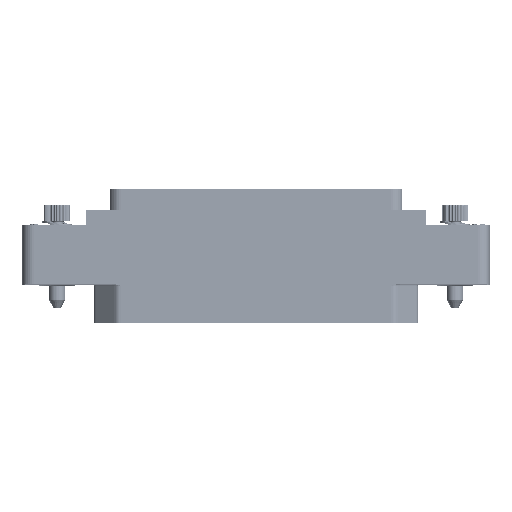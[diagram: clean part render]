
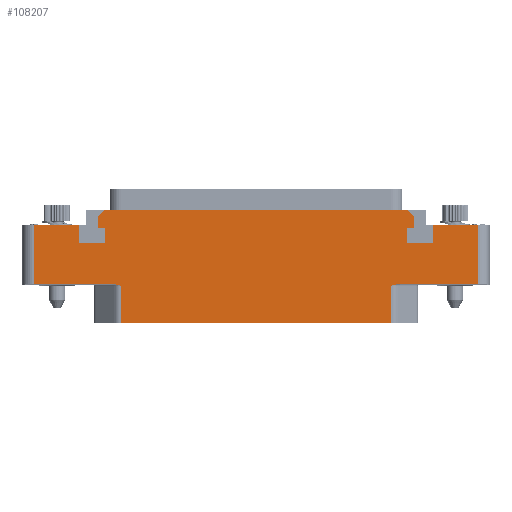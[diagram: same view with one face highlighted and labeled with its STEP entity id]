
A CAD part, top view. The second image highlights one B-rep face of the part: STEP entity #108207.
In plain terms, the highlighted planar face has unit normal (0, 0, 1).
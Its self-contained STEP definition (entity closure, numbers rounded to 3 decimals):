
#2679=DIRECTION('',(-1.,0.,0.));
#2680=VECTOR('',#2679,46.236);
#2681=CARTESIAN_POINT('',(23.118,-6.5,7.));
#2682=LINE('',#2681,#2680);
#2774=DIRECTION('',(1.,0.,0.));
#2775=VECTOR('',#2774,14.082);
#2776=CARTESIAN_POINT('',(-38.,0.,7.));
#2777=LINE('',#2776,#2775);
#3328=DIRECTION('',(0.,-1.,0.));
#3329=VECTOR('',#3328,10.25);
#3330=CARTESIAN_POINT('',(-38.,10.25,7.));
#3331=LINE('',#3330,#3329);
#3346=DIRECTION('',(1.,0.,0.));
#3347=VECTOR('',#3346,7.8);
#3348=CARTESIAN_POINT('',(-38.,10.25,7.));
#3349=LINE('',#3348,#3347);
#3350=DIRECTION('',(0.,-1.,0.));
#3351=VECTOR('',#3350,3.2);
#3352=CARTESIAN_POINT('',(-30.2,10.25,7.));
#3353=LINE('',#3352,#3351);
#3354=DIRECTION('',(1.,0.,0.));
#3355=VECTOR('',#3354,4.4);
#3356=CARTESIAN_POINT('',(-30.2,7.05,7.));
#3357=LINE('',#3356,#3355);
#3358=DIRECTION('',(0.,1.,0.));
#3359=VECTOR('',#3358,2.6);
#3360=CARTESIAN_POINT('',(-25.8,7.05,7.));
#3361=LINE('',#3360,#3359);
#3362=DIRECTION('',(-1.,0.,0.));
#3363=VECTOR('',#3362,1.2);
#3364=CARTESIAN_POINT('',(-25.8,9.65,7.));
#3365=LINE('',#3364,#3363);
#3366=DIRECTION('',(0.,-1.,0.));
#3367=VECTOR('',#3366,1.9);
#3368=CARTESIAN_POINT('',(-27.,11.55,7.));
#3369=LINE('',#3368,#3367);
#3370=DIRECTION('',(1.,0.,0.));
#3371=VECTOR('',#3370,51.6);
#3372=CARTESIAN_POINT('',(-25.8,12.75,7.));
#3373=LINE('',#3372,#3371);
#3374=DIRECTION('',(0.,-1.,0.));
#3375=VECTOR('',#3374,1.9);
#3376=CARTESIAN_POINT('',(27.,11.55,7.));
#3377=LINE('',#3376,#3375);
#3378=DIRECTION('',(-1.,0.,0.));
#3379=VECTOR('',#3378,1.2);
#3380=CARTESIAN_POINT('',(27.,9.65,7.));
#3381=LINE('',#3380,#3379);
#3382=DIRECTION('',(0.,-1.,0.));
#3383=VECTOR('',#3382,2.6);
#3384=CARTESIAN_POINT('',(25.8,9.65,7.));
#3385=LINE('',#3384,#3383);
#3386=DIRECTION('',(1.,0.,0.));
#3387=VECTOR('',#3386,4.4);
#3388=CARTESIAN_POINT('',(25.8,7.05,7.));
#3389=LINE('',#3388,#3387);
#3390=DIRECTION('',(0.,1.,0.));
#3391=VECTOR('',#3390,3.2);
#3392=CARTESIAN_POINT('',(30.2,7.05,7.));
#3393=LINE('',#3392,#3391);
#3394=DIRECTION('',(1.,0.,0.));
#3395=VECTOR('',#3394,7.8);
#3396=CARTESIAN_POINT('',(30.2,10.25,7.));
#3397=LINE('',#3396,#3395);
#3398=DIRECTION('',(1.,0.,0.));
#3399=VECTOR('',#3398,14.082);
#3400=CARTESIAN_POINT('',(23.918,0.,7.));
#3401=LINE('',#3400,#3399);
#3432=CARTESIAN_POINT('',(23.118,-0.2,7.));
#3433=CARTESIAN_POINT('',(23.14,-0.192,7.));
#3434=CARTESIAN_POINT('',(23.184,-0.176,7.));
#3435=CARTESIAN_POINT('',(23.251,-0.152,7.));
#3436=CARTESIAN_POINT('',(23.318,-0.128,7.));
#3437=CARTESIAN_POINT('',(23.385,-0.106,7.));
#3438=CARTESIAN_POINT('',(23.451,-0.085,7.));
#3439=CARTESIAN_POINT('',(23.515,-0.066,7.));
#3440=CARTESIAN_POINT('',(23.577,-0.049,7.));
#3441=CARTESIAN_POINT('',(23.636,-0.035,7.));
#3442=CARTESIAN_POINT('',(23.688,-0.024,7.));
#3443=CARTESIAN_POINT('',(23.734,-0.016,7.));
#3444=CARTESIAN_POINT('',(23.776,-0.01,7.));
#3445=CARTESIAN_POINT('',(23.814,-0.005,7.));
#3446=CARTESIAN_POINT('',(23.85,-0.002,7.));
#3447=CARTESIAN_POINT('',(23.884,0.,7.));
#3448=CARTESIAN_POINT('',(23.907,0.,7.));
#3449=CARTESIAN_POINT('',(23.918,0.,7.));
#3465=DIRECTION('',(0.,1.,0.));
#3466=VECTOR('',#3465,6.3);
#3467=CARTESIAN_POINT('',(23.118,-6.5,7.));
#3468=LINE('',#3467,#3466);
#3510=DIRECTION('',(0.,1.,0.));
#3511=VECTOR('',#3510,10.25);
#3512=CARTESIAN_POINT('',(38.,0.,7.));
#3513=LINE('',#3512,#3511);
#11483=DIRECTION('',(0.,1.,0.));
#11484=VECTOR('',#11483,6.3);
#11485=CARTESIAN_POINT('',(-23.118,-6.5,7.));
#11486=LINE('',#11485,#11484);
#11511=CARTESIAN_POINT('',(-23.918,0.,7.));
#11512=CARTESIAN_POINT('',(-23.907,0.,7.));
#11513=CARTESIAN_POINT('',(-23.884,0.,7.));
#11514=CARTESIAN_POINT('',(-23.85,-0.002,7.));
#11515=CARTESIAN_POINT('',(-23.814,-0.005,7.));
#11516=CARTESIAN_POINT('',(-23.776,-0.01,7.));
#11517=CARTESIAN_POINT('',(-23.734,-0.016,7.));
#11518=CARTESIAN_POINT('',(-23.688,-0.024,7.));
#11519=CARTESIAN_POINT('',(-23.636,-0.035,7.));
#11520=CARTESIAN_POINT('',(-23.577,-0.049,7.));
#11521=CARTESIAN_POINT('',(-23.515,-0.066,7.));
#11522=CARTESIAN_POINT('',(-23.451,-0.085,7.));
#11523=CARTESIAN_POINT('',(-23.385,-0.106,7.));
#11524=CARTESIAN_POINT('',(-23.318,-0.128,7.));
#11525=CARTESIAN_POINT('',(-23.251,-0.152,7.));
#11526=CARTESIAN_POINT('',(-23.184,-0.176,7.));
#11527=CARTESIAN_POINT('',(-23.14,-0.192,7.));
#11528=CARTESIAN_POINT('',(-23.118,-0.2,7.));
#11678=DIRECTION('',(-0.707,-0.707,0.));
#11679=VECTOR('',#11678,1.697);
#11680=CARTESIAN_POINT('',(-25.8,12.75,7.));
#11681=LINE('',#11680,#11679);
#11718=DIRECTION('',(0.707,-0.707,0.));
#11719=VECTOR('',#11718,1.697);
#11720=CARTESIAN_POINT('',(25.8,12.75,7.));
#11721=LINE('',#11720,#11719);
#89056=CARTESIAN_POINT('',(-30.2,10.25,7.));
#89057=CARTESIAN_POINT('',(-30.2,7.05,7.));
#89058=VERTEX_POINT('',#89056);
#89059=VERTEX_POINT('',#89057);
#89060=CARTESIAN_POINT('',(-25.8,7.05,7.));
#89061=VERTEX_POINT('',#89060);
#89062=CARTESIAN_POINT('',(-25.8,9.65,7.));
#89063=VERTEX_POINT('',#89062);
#89064=CARTESIAN_POINT('',(-27.,9.65,7.));
#89065=VERTEX_POINT('',#89064);
#89066=CARTESIAN_POINT('',(27.,9.65,7.));
#89067=CARTESIAN_POINT('',(25.8,9.65,7.));
#89068=VERTEX_POINT('',#89066);
#89069=VERTEX_POINT('',#89067);
#89070=CARTESIAN_POINT('',(25.8,7.05,7.));
#89071=VERTEX_POINT('',#89070);
#89072=CARTESIAN_POINT('',(30.2,7.05,7.));
#89073=VERTEX_POINT('',#89072);
#89074=CARTESIAN_POINT('',(30.2,10.25,7.));
#89075=VERTEX_POINT('',#89074);
#89080=CARTESIAN_POINT('',(-25.8,12.75,7.));
#89082=VERTEX_POINT('',#89080);
#89084=CARTESIAN_POINT('',(-27.,11.55,7.));
#89086=VERTEX_POINT('',#89084);
#89088=CARTESIAN_POINT('',(25.8,12.75,7.));
#89090=VERTEX_POINT('',#89088);
#89092=CARTESIAN_POINT('',(27.,11.55,7.));
#89094=VERTEX_POINT('',#89092);
#89184=CARTESIAN_POINT('',(38.,0.,7.));
#89185=CARTESIAN_POINT('',(38.,10.25,7.));
#89186=VERTEX_POINT('',#89184);
#89187=VERTEX_POINT('',#89185);
#89192=CARTESIAN_POINT('',(-38.,10.25,7.));
#89193=CARTESIAN_POINT('',(-38.,0.,7.));
#89194=VERTEX_POINT('',#89192);
#89195=VERTEX_POINT('',#89193);
#89401=CARTESIAN_POINT('',(23.118,-6.5,7.));
#89403=VERTEX_POINT('',#89401);
#89404=CARTESIAN_POINT('',(-23.118,-6.5,7.));
#89406=VERTEX_POINT('',#89404);
#89468=CARTESIAN_POINT('',(-23.118,-0.2,7.));
#89469=VERTEX_POINT('',#89468);
#89470=CARTESIAN_POINT('',(-23.918,0.,7.));
#89471=VERTEX_POINT('',#89470);
#89472=CARTESIAN_POINT('',(23.118,-0.2,7.));
#89474=VERTEX_POINT('',#89472);
#89476=CARTESIAN_POINT('',(23.918,0.,7.));
#89478=VERTEX_POINT('',#89476);
#108158=CARTESIAN_POINT('',(0.,0.,7.));
#108159=DIRECTION('',(0.,0.,-1.));
#108160=DIRECTION('',(-1.,0.,0.));
#108161=AXIS2_PLACEMENT_3D('',#108158,#108159,#108160);
#108162=PLANE('',#108161);
#108164=ORIENTED_EDGE('',*,*,#108163,.F.);
#108166=ORIENTED_EDGE('',*,*,#108165,.F.);
#108168=ORIENTED_EDGE('',*,*,#108167,.F.);
#108169=ORIENTED_EDGE('',*,*,#107724,.T.);
#108171=ORIENTED_EDGE('',*,*,#108170,.T.);
#108173=ORIENTED_EDGE('',*,*,#108172,.F.);
#108174=ORIENTED_EDGE('',*,*,#107811,.F.);
#108175=ORIENTED_EDGE('',*,*,#108149,.F.);
#108176=ORIENTED_EDGE('',*,*,#107859,.T.);
#108178=ORIENTED_EDGE('',*,*,#108177,.T.);
#108180=ORIENTED_EDGE('',*,*,#108179,.T.);
#108182=ORIENTED_EDGE('',*,*,#108181,.T.);
#108184=ORIENTED_EDGE('',*,*,#108183,.T.);
#108186=ORIENTED_EDGE('',*,*,#108185,.F.);
#108188=ORIENTED_EDGE('',*,*,#108187,.F.);
#108189=ORIENTED_EDGE('',*,*,#107243,.T.);
#108191=ORIENTED_EDGE('',*,*,#108190,.T.);
#108193=ORIENTED_EDGE('',*,*,#108192,.T.);
#108195=ORIENTED_EDGE('',*,*,#108194,.T.);
#108197=ORIENTED_EDGE('',*,*,#108196,.T.);
#108199=ORIENTED_EDGE('',*,*,#108198,.T.);
#108201=ORIENTED_EDGE('',*,*,#108200,.T.);
#108202=ORIENTED_EDGE('',*,*,#107317,.T.);
#108204=ORIENTED_EDGE('',*,*,#108203,.F.);
#108205=EDGE_LOOP('',(#108164,#108166,#108168,#108169,#108171,#108173,#108174,
#108175,#108176,#108178,#108180,#108182,#108184,#108186,#108188,#108189,#108191,
#108193,#108195,#108197,#108199,#108201,#108202,#108204));
#108206=FACE_OUTER_BOUND('',#108205,.F.);
#108207=ADVANCED_FACE('',(#108206),#108162,.F.);
#3450=B_SPLINE_CURVE_WITH_KNOTS('',3,(#3432,#3433,#3434,#3435,#3436,#3437,#3438,
#3439,#3440,#3441,#3442,#3443,#3444,#3445,#3446,#3447,#3448,#3449),
.UNSPECIFIED.,.F.,.F.,(4,1,1,1,1,1,1,1,1,1,1,1,1,1,1,4),(0.,0.067,
0.133,0.2,0.267,0.333,0.4,
0.467,0.533,0.6,0.667,0.733,
0.8,0.867,0.933,1.),.UNSPECIFIED.);
#11529=B_SPLINE_CURVE_WITH_KNOTS('',3,(#11511,#11512,#11513,#11514,#11515,
#11516,#11517,#11518,#11519,#11520,#11521,#11522,#11523,#11524,#11525,#11526,
#11527,#11528),.UNSPECIFIED.,.F.,.F.,(4,1,1,1,1,1,1,1,1,1,1,1,1,1,1,4),(0.,
0.067,0.133,0.2,0.267,0.333,
0.4,0.467,0.533,0.6,0.667,
0.733,0.8,0.867,0.933,1.),
.UNSPECIFIED.);
#107243=EDGE_CURVE('',#89082,#89090,#3373,.T.);
#107317=EDGE_CURVE('',#89075,#89187,#3397,.T.);
#107724=EDGE_CURVE('',#89403,#89406,#2682,.T.);
#107811=EDGE_CURVE('',#89195,#89471,#2777,.T.);
#107859=EDGE_CURVE('',#89194,#89058,#3349,.T.);
#108149=EDGE_CURVE('',#89194,#89195,#3331,.T.);
#108163=EDGE_CURVE('',#89478,#89186,#3401,.T.);
#108165=EDGE_CURVE('',#89474,#89478,#3450,.T.);
#108167=EDGE_CURVE('',#89403,#89474,#3468,.T.);
#108170=EDGE_CURVE('',#89406,#89469,#11486,.T.);
#108172=EDGE_CURVE('',#89471,#89469,#11529,.T.);
#108177=EDGE_CURVE('',#89058,#89059,#3353,.T.);
#108179=EDGE_CURVE('',#89059,#89061,#3357,.T.);
#108181=EDGE_CURVE('',#89061,#89063,#3361,.T.);
#108183=EDGE_CURVE('',#89063,#89065,#3365,.T.);
#108185=EDGE_CURVE('',#89086,#89065,#3369,.T.);
#108187=EDGE_CURVE('',#89082,#89086,#11681,.T.);
#108190=EDGE_CURVE('',#89090,#89094,#11721,.T.);
#108192=EDGE_CURVE('',#89094,#89068,#3377,.T.);
#108194=EDGE_CURVE('',#89068,#89069,#3381,.T.);
#108196=EDGE_CURVE('',#89069,#89071,#3385,.T.);
#108198=EDGE_CURVE('',#89071,#89073,#3389,.T.);
#108200=EDGE_CURVE('',#89073,#89075,#3393,.T.);
#108203=EDGE_CURVE('',#89186,#89187,#3513,.T.);
